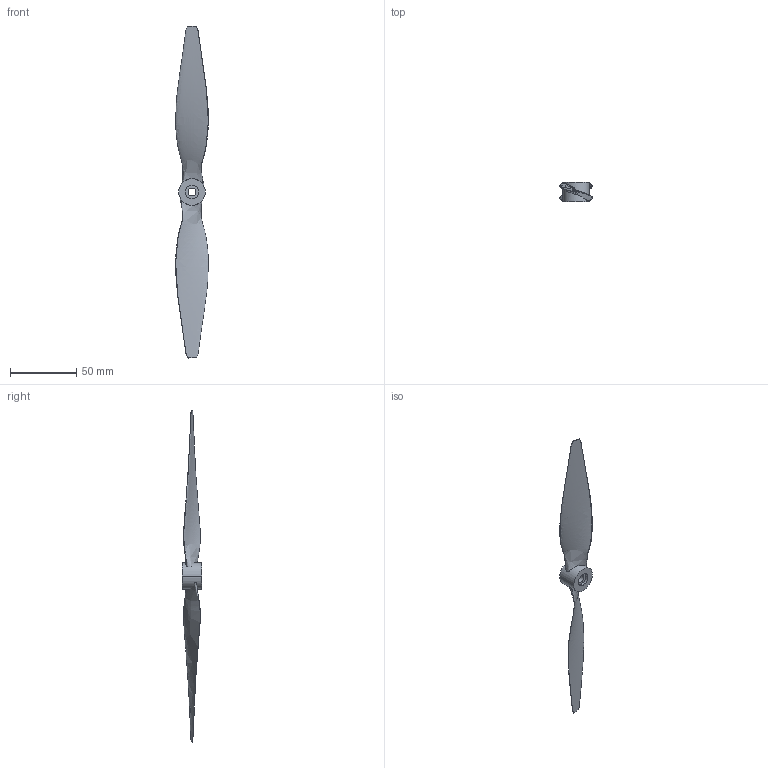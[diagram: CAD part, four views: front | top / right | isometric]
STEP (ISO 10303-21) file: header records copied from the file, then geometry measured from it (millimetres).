
FILE_DESCRIPTION (( 'STEP AP214' ), '1' );
FILE_NAME ('Propeller 10x5.5 214.STEP', '2023-06-22T12:16:57', ( '' ), ( '' ), 'SwSTEP 2.0', 'SolidWorks 2020', '' );
FILE_SCHEMA (( 'AUTOMOTIVE_DESIGN' ));
Length unit declared in the file: millimetre
Products named in the file (1): Propeller 10x5.5 214
Bounding box: 24.69 x 15 x 250.96 mm (x, y, z)
Volume: 9568.6 mm3; surface area: 11167.8 mm2
Topology: 1 solids, 1 shells, 20 faces, 42 edges, 28 vertices
Faces by surface type: cylinder 8, plane 8, bspline 4
Entity records: 17064 total; most frequent: CARTESIAN_POINT 16575, ORIENTED_EDGE 84, DIRECTION 76, EDGE_CURVE 42, AXIS2_PLACEMENT_3D 33, VERTEX_POINT 28, EDGE_LOOP 26, FACE_OUTER_BOUND 20
